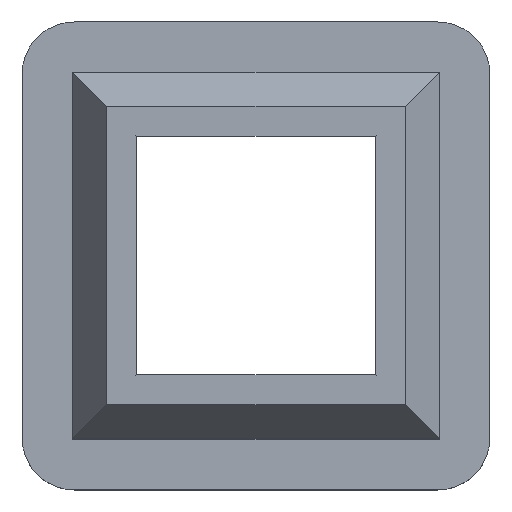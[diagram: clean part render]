
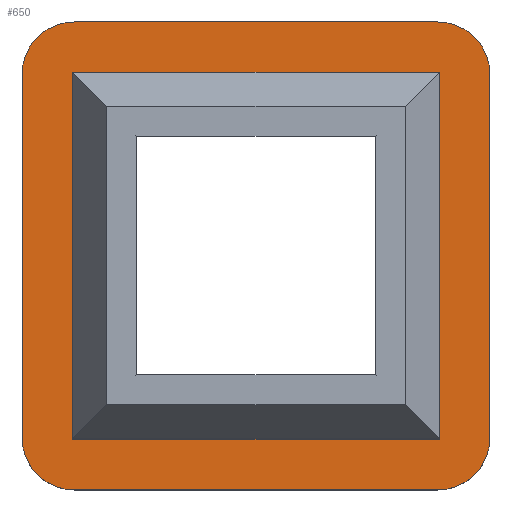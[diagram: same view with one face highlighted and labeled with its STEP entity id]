
A CAD part, top view. The second image highlights one B-rep face of the part: STEP entity #650.
In plain terms, the highlighted planar face has unit normal (0, 0, 1).
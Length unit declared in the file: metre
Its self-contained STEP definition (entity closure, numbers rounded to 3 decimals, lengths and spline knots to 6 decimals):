
#16=CIRCLE('',#702,0.003138);
#17=CIRCLE('',#703,0.003138);
#18=CIRCLE('',#704,0.003138);
#19=CIRCLE('',#705,0.003138);
#24=ORIENTED_EDGE('',*,*,#208,.T.);
#25=ORIENTED_EDGE('',*,*,#209,.T.);
#26=ORIENTED_EDGE('',*,*,#210,.F.);
#27=ORIENTED_EDGE('',*,*,#211,.T.);
#28=ORIENTED_EDGE('',*,*,#212,.F.);
#29=ORIENTED_EDGE('',*,*,#213,.T.);
#30=ORIENTED_EDGE('',*,*,#214,.T.);
#31=ORIENTED_EDGE('',*,*,#215,.T.);
#32=ORIENTED_EDGE('',*,*,#216,.F.);
#33=ORIENTED_EDGE('',*,*,#217,.T.);
#34=ORIENTED_EDGE('',*,*,#218,.T.);
#35=ORIENTED_EDGE('',*,*,#219,.F.);
#208=EDGE_CURVE('',#300,#301,#360,.T.);
#209=EDGE_CURVE('',#301,#302,#16,.T.);
#210=EDGE_CURVE('',#303,#302,#361,.T.);
#211=EDGE_CURVE('',#303,#304,#17,.T.);
#212=EDGE_CURVE('',#305,#304,#362,.T.);
#213=EDGE_CURVE('',#305,#306,#18,.T.);
#214=EDGE_CURVE('',#306,#307,#363,.T.);
#215=EDGE_CURVE('',#307,#300,#19,.T.);
#216=EDGE_CURVE('',#308,#309,#364,.T.);
#217=EDGE_CURVE('',#308,#310,#365,.T.);
#218=EDGE_CURVE('',#310,#311,#366,.T.);
#219=EDGE_CURVE('',#309,#311,#367,.T.);
#300=VERTEX_POINT('',#928);
#301=VERTEX_POINT('',#929);
#302=VERTEX_POINT('',#931);
#303=VERTEX_POINT('',#933);
#304=VERTEX_POINT('',#935);
#305=VERTEX_POINT('',#937);
#306=VERTEX_POINT('',#939);
#307=VERTEX_POINT('',#941);
#308=VERTEX_POINT('',#944);
#309=VERTEX_POINT('',#945);
#310=VERTEX_POINT('',#947);
#311=VERTEX_POINT('',#949);
#360=LINE('',#927,#444);
#361=LINE('',#932,#445);
#362=LINE('',#936,#446);
#363=LINE('',#940,#447);
#364=LINE('',#943,#448);
#365=LINE('',#946,#449);
#366=LINE('',#948,#450);
#367=LINE('',#950,#451);
#444=VECTOR('',#751,1.);
#445=VECTOR('',#754,1.);
#446=VECTOR('',#757,1.);
#447=VECTOR('',#760,1.);
#448=VECTOR('',#763,1.);
#449=VECTOR('',#764,1.);
#450=VECTOR('',#765,1.);
#451=VECTOR('',#766,1.);
#528=EDGE_LOOP('',(#24,#25,#26,#27,#28,#29,#30,#31));
#529=EDGE_LOOP('',(#32,#33,#34,#35));
#572=FACE_BOUND('',#528,.T.);
#573=FACE_BOUND('',#529,.T.);
#616=PLANE('',#701);
#650=ADVANCED_FACE('',(#572,#573),#616,.T.);
#701=AXIS2_PLACEMENT_3D('',#926,#749,#750);
#702=AXIS2_PLACEMENT_3D('',#930,#752,#753);
#703=AXIS2_PLACEMENT_3D('',#934,#755,#756);
#704=AXIS2_PLACEMENT_3D('',#938,#758,#759);
#705=AXIS2_PLACEMENT_3D('',#942,#761,#762);
#749=DIRECTION('',(0.,0.,1.));
#750=DIRECTION('',(1.,0.,0.));
#751=DIRECTION('',(-1.,0.,0.));
#752=DIRECTION('',(0.,0.,1.));
#753=DIRECTION('',(1.,0.,0.));
#754=DIRECTION('',(0.,1.,0.));
#755=DIRECTION('',(0.,0.,1.));
#756=DIRECTION('',(1.,0.,0.));
#757=DIRECTION('',(-1.,0.,0.));
#758=DIRECTION('',(0.,0.,1.));
#759=DIRECTION('',(1.,0.,0.));
#760=DIRECTION('',(0.,1.,0.));
#761=DIRECTION('',(0.,0.,1.));
#762=DIRECTION('',(1.,0.,0.));
#763=DIRECTION('',(0.,1.,0.));
#764=DIRECTION('',(-1.,0.,0.));
#765=DIRECTION('',(0.,1.,0.));
#766=DIRECTION('',(-1.,0.,0.));
#926=CARTESIAN_POINT('',(0.,0.,0.019));
#927=CARTESIAN_POINT('',(0.,0.0141,0.019));
#928=CARTESIAN_POINT('',(0.010962,0.0141,0.019));
#929=CARTESIAN_POINT('',(-0.010962,0.0141,0.019));
#930=CARTESIAN_POINT('',(-0.010962,0.010962,0.019));
#931=CARTESIAN_POINT('',(-0.0141,0.010962,0.019));
#932=CARTESIAN_POINT('',(-0.0141,0.,0.019));
#933=CARTESIAN_POINT('',(-0.0141,-0.010962,0.019));
#934=CARTESIAN_POINT('',(-0.010962,-0.010962,0.019));
#935=CARTESIAN_POINT('',(-0.010962,-0.0141,0.019));
#936=CARTESIAN_POINT('',(0.,-0.0141,0.019));
#937=CARTESIAN_POINT('',(0.010962,-0.0141,0.019));
#938=CARTESIAN_POINT('',(0.010962,-0.010962,0.019));
#939=CARTESIAN_POINT('',(0.0141,-0.010962,0.019));
#940=CARTESIAN_POINT('',(0.0141,0.,0.019));
#941=CARTESIAN_POINT('',(0.0141,0.010962,0.019));
#942=CARTESIAN_POINT('',(0.010962,0.010962,0.019));
#943=CARTESIAN_POINT('',(0.01105,0.,0.019));
#944=CARTESIAN_POINT('',(0.01105,-0.01105,0.019));
#945=CARTESIAN_POINT('',(0.01105,0.01105,0.019));
#946=CARTESIAN_POINT('',(0.,-0.01105,0.019));
#947=CARTESIAN_POINT('',(-0.01105,-0.01105,0.019));
#948=CARTESIAN_POINT('',(-0.01105,0.,0.019));
#949=CARTESIAN_POINT('',(-0.01105,0.01105,0.019));
#950=CARTESIAN_POINT('',(0.,0.01105,0.019));
